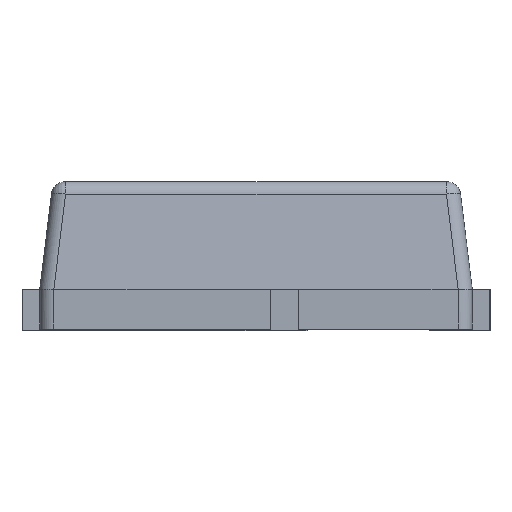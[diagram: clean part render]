
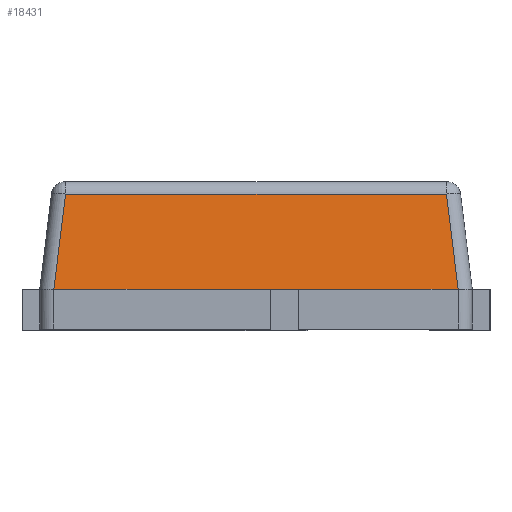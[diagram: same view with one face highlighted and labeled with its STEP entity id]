
A CAD part, left-side view. The second image highlights one B-rep face of the part: STEP entity #18431.
In plain terms, the highlighted planar face has unit normal (-0.993, 0, 0.122).
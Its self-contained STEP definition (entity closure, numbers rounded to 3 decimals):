
#13 =( BOUNDED_CURVE ( )  B_SPLINE_CURVE ( 3, ( #12275, #4675, #18302, #17529 ),
 .UNSPECIFIED., .F., .F. ) 
 B_SPLINE_CURVE_WITH_KNOTS ( ( 4, 4 ),
 ( 3.134, 3.142 ),
 .UNSPECIFIED. ) 
 CURVE ( )  GEOMETRIC_REPRESENTATION_ITEM ( )  RATIONAL_B_SPLINE_CURVE ( ( 1., 1., 1., 1. ) ) 
 REPRESENTATION_ITEM ( '' )  );
#66 = PLANE ( 'NONE',  #10717 ) ;
#1080 = EDGE_CURVE ( 'NONE', #15017, #16587, #13, .T. ) ;
#1511 = VERTEX_POINT ( 'NONE', #12455 ) ;
#1795 = DIRECTION ( 'NONE',  ( 0., 1., 0. ) ) ;
#2912 = VECTOR ( 'NONE', #7678, 1000. ) ;
#2955 = CARTESIAN_POINT ( 'NONE',  ( -1.525, 1.525, 0. ) ) ;
#3192 = LINE ( 'NONE', #4635, #5381 ) ;
#3329 = CARTESIAN_POINT ( 'NONE',  ( -1.525, 1.525, 0. ) ) ;
#3503 = ORIENTED_EDGE ( 'NONE', *, *, #6113, .T. ) ;
#3761 = VERTEX_POINT ( 'NONE', #8185 ) ;
#3826 = ORIENTED_EDGE ( 'NONE', *, *, #11634, .T. ) ;
#4114 = EDGE_CURVE ( 'NONE', #14598, #7643, #15464, .T. ) ;
#4560 = CARTESIAN_POINT ( 'NONE',  ( -1.525, -0.3, 0. ) ) ;
#4635 = CARTESIAN_POINT ( 'NONE',  ( -1.442, 1.432, 0.672 ) ) ;
#4675 = CARTESIAN_POINT ( 'NONE',  ( -1.525, 1.425, 0. ) ) ;
#4698 = DIRECTION ( 'NONE',  ( -0.993, 0., 0.122 ) ) ;
#4848 = ORIENTED_EDGE ( 'NONE', *, *, #15390, .T. ) ;
#4919 = ORIENTED_EDGE ( 'NONE', *, *, #11217, .T. ) ;
#4949 = EDGE_CURVE ( 'NONE', #3761, #14598, #11558, .T. ) ;
#5381 = VECTOR ( 'NONE', #1795, 1000. ) ;
#5395 = CARTESIAN_POINT ( 'NONE',  ( -1.525, -1.425, 0. ) ) ;
#6113 = EDGE_CURVE ( 'NONE', #16587, #1511, #10515, .T. ) ;
#6580 = CARTESIAN_POINT ( 'NONE',  ( -1.525, -1.425, 0. ) ) ;
#7259 = DIRECTION ( 'NONE',  ( 0.122, 0., 0.993 ) ) ;
#7461 = ORIENTED_EDGE ( 'NONE', *, *, #4114, .T. ) ;
#7643 = VERTEX_POINT ( 'NONE', #17212 ) ;
#7678 = DIRECTION ( 'NONE',  ( 0., -1., 0. ) ) ;
#7774 = LINE ( 'NONE', #18531, #2912 ) ;
#8185 = CARTESIAN_POINT ( 'NONE',  ( -1.525, -1.425, 0. ) ) ;
#8268 = CARTESIAN_POINT ( 'NONE',  ( -1.482, -1.383, 0.352 ) ) ;
#8310 = VECTOR ( 'NONE', #14251, 1000. ) ;
#8548 = LINE ( 'NONE', #10290, #17651 ) ;
#9103 = ORIENTED_EDGE ( 'NONE', *, *, #4949, .T. ) ;
#9448 = VERTEX_POINT ( 'NONE', #4560 ) ;
#9524 = CARTESIAN_POINT ( 'NONE',  ( -1.525, 1.426, 0. ) ) ;
#10290 = CARTESIAN_POINT ( 'NONE',  ( -1.526, 1.427, -0.012 ) ) ;
#10515 = LINE ( 'NONE', #16549, #13616 ) ;
#10622 = EDGE_CURVE ( 'NONE', #1511, #9448, #12087, .T. ) ;
#10717 = AXIS2_PLACEMENT_3D ( 'NONE', #2955, #4698, #7259 ) ;
#11104 = CARTESIAN_POINT ( 'NONE',  ( -1.442, 1.343, 0.672 ) ) ;
#11217 = EDGE_CURVE ( 'NONE', #18180, #15017, #8548, .T. ) ;
#11375 = CARTESIAN_POINT ( 'NONE',  ( -1.525, -1.425, 0. ) ) ;
#11558 =( BOUNDED_CURVE ( )  B_SPLINE_CURVE ( 3, ( #5395, #11375, #6580, #12603 ),
 .UNSPECIFIED., .F., .F. ) 
 B_SPLINE_CURVE_WITH_KNOTS ( ( 4, 4 ),
 ( 3.142, 3.149 ),
 .UNSPECIFIED. ) 
 CURVE ( )  GEOMETRIC_REPRESENTATION_ITEM ( )  RATIONAL_B_SPLINE_CURVE ( ( 1., 1., 1., 1. ) ) 
 REPRESENTATION_ITEM ( '' )  );
#11634 = EDGE_CURVE ( 'NONE', #7643, #18180, #3192, .T. ) ;
#11779 = ORIENTED_EDGE ( 'NONE', *, *, #10622, .T. ) ;
#11975 = DIRECTION ( 'NONE',  ( 0., -1., 0. ) ) ;
#12087 = LINE ( 'NONE', #3329, #17299 ) ;
#12095 = FACE_OUTER_BOUND ( 'NONE', #14997, .T. ) ;
#12275 = CARTESIAN_POINT ( 'NONE',  ( -1.525, 1.426, 0. ) ) ;
#12455 = CARTESIAN_POINT ( 'NONE',  ( -1.525, -0.1, 0. ) ) ;
#12603 = CARTESIAN_POINT ( 'NONE',  ( -1.525, -1.426, 0. ) ) ;
#12951 = CARTESIAN_POINT ( 'NONE',  ( -1.525, 1.425, 0. ) ) ;
#13616 = VECTOR ( 'NONE', #15145, 1000. ) ;
#14062 = CARTESIAN_POINT ( 'NONE',  ( -1.525, -1.426, 0. ) ) ;
#14251 = DIRECTION ( 'NONE',  ( 0.121, 0.121, 0.985 ) ) ;
#14420 = DIRECTION ( 'NONE',  ( -0.121, 0.121, -0.985 ) ) ;
#14598 = VERTEX_POINT ( 'NONE', #14062 ) ;
#14997 = EDGE_LOOP ( 'NONE', ( #4919, #15864, #3503, #11779, #4848, #9103, #7461, #3826 ) ) ;
#15017 = VERTEX_POINT ( 'NONE', #9524 ) ;
#15145 = DIRECTION ( 'NONE',  ( 0., -1., 0. ) ) ;
#15390 = EDGE_CURVE ( 'NONE', #9448, #3761, #7774, .T. ) ;
#15464 = LINE ( 'NONE', #8268, #8310 ) ;
#15864 = ORIENTED_EDGE ( 'NONE', *, *, #1080, .T. ) ;
#16549 = CARTESIAN_POINT ( 'NONE',  ( -1.525, 1.525, 0. ) ) ;
#16587 = VERTEX_POINT ( 'NONE', #12951 ) ;
#17212 = CARTESIAN_POINT ( 'NONE',  ( -1.442, -1.343, 0.672 ) ) ;
#17299 = VECTOR ( 'NONE', #11975, 1000. ) ;
#17529 = CARTESIAN_POINT ( 'NONE',  ( -1.525, 1.425, 0. ) ) ;
#17651 = VECTOR ( 'NONE', #14420, 1000. ) ;
#18180 = VERTEX_POINT ( 'NONE', #11104 ) ;
#18302 = CARTESIAN_POINT ( 'NONE',  ( -1.525, 1.425, 0. ) ) ;
#18431 = ADVANCED_FACE ( 'NONE', ( #12095 ), #66, .T. ) ;
#18531 = CARTESIAN_POINT ( 'NONE',  ( -1.525, 1.525, 0. ) ) ;
